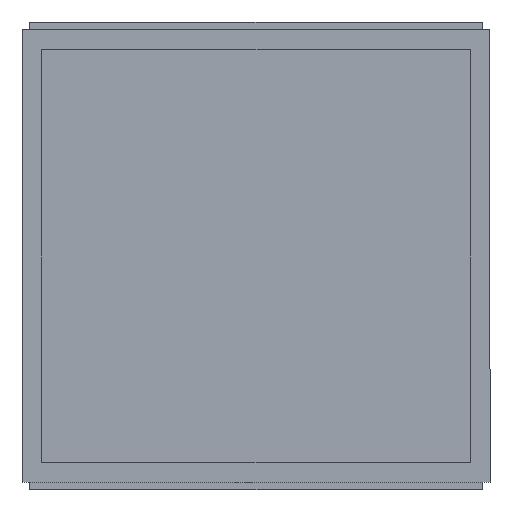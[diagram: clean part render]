
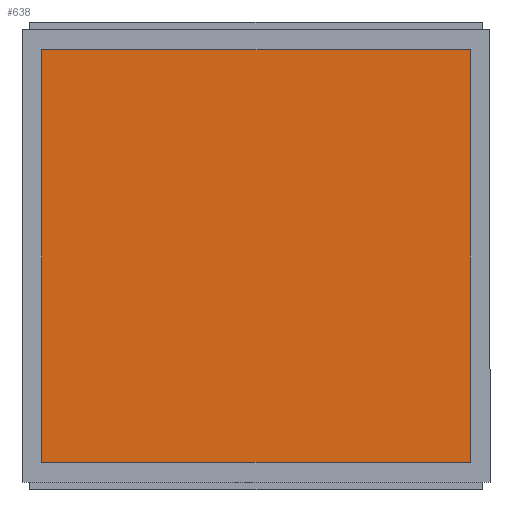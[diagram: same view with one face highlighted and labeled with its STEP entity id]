
A CAD part, front view. The second image highlights one B-rep face of the part: STEP entity #638.
In plain terms, the highlighted planar face has unit normal (0, -1, 0).
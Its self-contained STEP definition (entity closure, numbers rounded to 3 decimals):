
#2 = DIRECTION ( 'NONE',  ( 1., 0., 0. ) ) ;
#11 = LINE ( 'NONE', #169, #55 ) ;
#27 = CARTESIAN_POINT ( 'NONE',  ( 0., 3., 0. ) ) ;
#30 = FACE_OUTER_BOUND ( 'NONE', #393, .T. ) ;
#34 = ORIENTED_EDGE ( 'NONE', *, *, #215, .T. ) ;
#55 = VECTOR ( 'NONE', #608, 1000. ) ;
#70 = EDGE_CURVE ( 'NONE', #594, #544, #181, .T. ) ;
#89 = PLANE ( 'NONE',  #495 ) ;
#97 = CARTESIAN_POINT ( 'NONE',  ( 512.743, 3., -464.692 ) ) ;
#122 = CARTESIAN_POINT ( 'NONE',  ( -32.257, 3., 60.308 ) ) ;
#129 = VECTOR ( 'NONE', #616, 1000. ) ;
#143 = EDGE_CURVE ( 'NONE', #400, #385, #11, .T. ) ;
#145 = DIRECTION ( 'NONE',  ( 0., 0., 1. ) ) ;
#169 = CARTESIAN_POINT ( 'NONE',  ( 512.743, 3., 60.308 ) ) ;
#181 = LINE ( 'NONE', #122, #129 ) ;
#182 = EDGE_CURVE ( 'NONE', #385, #594, #268, .T. ) ;
#215 = EDGE_CURVE ( 'NONE', #544, #400, #571, .T. ) ;
#228 = DIRECTION ( 'NONE',  ( -1., 0., 0. ) ) ;
#268 = LINE ( 'NONE', #539, #592 ) ;
#367 = CARTESIAN_POINT ( 'NONE',  ( 512.743, 3., 60.308 ) ) ;
#385 = VERTEX_POINT ( 'NONE', #367 ) ;
#393 = EDGE_LOOP ( 'NONE', ( #554, #489, #34, #487 ) ) ;
#400 = VERTEX_POINT ( 'NONE', #97 ) ;
#487 = ORIENTED_EDGE ( 'NONE', *, *, #143, .T. ) ;
#489 = ORIENTED_EDGE ( 'NONE', *, *, #70, .T. ) ;
#495 = AXIS2_PLACEMENT_3D ( 'NONE', #27, #605, #145 ) ;
#496 = CARTESIAN_POINT ( 'NONE',  ( -32.257, 3., -464.692 ) ) ;
#512 = CARTESIAN_POINT ( 'NONE',  ( -32.257, 3., -464.692 ) ) ;
#539 = CARTESIAN_POINT ( 'NONE',  ( -32.257, 3., 60.308 ) ) ;
#544 = VERTEX_POINT ( 'NONE', #512 ) ;
#554 = ORIENTED_EDGE ( 'NONE', *, *, #182, .T. ) ;
#556 = VECTOR ( 'NONE', #2, 1000. ) ;
#571 = LINE ( 'NONE', #496, #556 ) ;
#592 = VECTOR ( 'NONE', #228, 1000. ) ;
#594 = VERTEX_POINT ( 'NONE', #604 ) ;
#604 = CARTESIAN_POINT ( 'NONE',  ( -32.257, 3., 60.308 ) ) ;
#605 = DIRECTION ( 'NONE',  ( 0., 1., 0. ) ) ;
#608 = DIRECTION ( 'NONE',  ( 0., 0., 1. ) ) ;
#616 = DIRECTION ( 'NONE',  ( 0., 0., -1. ) ) ;
#638 = ADVANCED_FACE ( 'NONE', ( #30 ), #89, .F. ) ;
